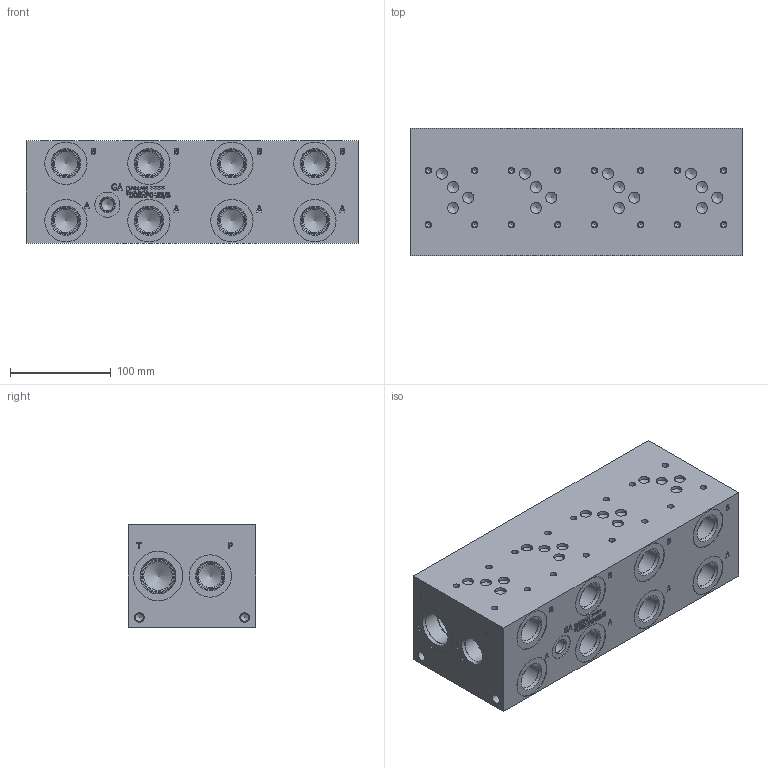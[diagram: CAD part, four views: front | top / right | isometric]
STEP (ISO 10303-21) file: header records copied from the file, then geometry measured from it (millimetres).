
FILE_DESCRIPTION(/* description */ (''),/* implementation_level */ '2;1');
FILE_NAME(/* name */ '_D05HP043S_S.stp',/* time_stamp */ '2020-03-26T11:33:21-04:00',/* author */ ('devonn'),/* organization */ (''),/* preprocessor_version */ 'ST-DEVELOPER v17',/* originating_system */ 'Autodesk Inventor 2019',/* authorisation */ '');
FILE_SCHEMA (('AUTOMOTIVE_DESIGN { 1 0 10303 214 3 1 1 }'));
Length unit declared in the file: millimetre
Products named in the file (1): Part_DD05HP043S~S_3D
Bounding box: 330.2 x 127 x 101.6 mm (x, y, z)
Volume: 3963659 mm3; surface area: 227639.1 mm2
Topology: 1 solids, 1 shells, 876 faces, 2388 edges, 1622 vertices
Faces by surface type: plane 456, bspline 198, cylinder 129, cone 93
Full cylindrical faces by diameter (mm): 5.105 x16, 6.35 x16, 7.925 x4, 9.525 x4, 11.113 x2, 11.125 x14, 12.294 x1, 12.9 x1, 14.275 x1, 14.529 x1, 17.475 x1, 22.225 x1, 23.012 x10, 23.698 x1, 24.917 x10, 25.019 x1, 25.4 x1, 26.187 x1, 26.99 x2, 27 x8, 27.381 x1, 27.432 x10, 28.575 x2, 31.267 x2, 33.325 x1, 33.34 x1, 33.35 x1, 33.757 x2, 35.509 x1, 42.037 x10
Entity records: 29229 total; most frequent: CARTESIAN_POINT 7411, ORIENTED_EDGE 4676, DIRECTION 3784, EDGE_CURVE 2338, VERTEX_POINT 1622, LINE 1458, VECTOR 1458, AXIS2_PLACEMENT_3D 1163
